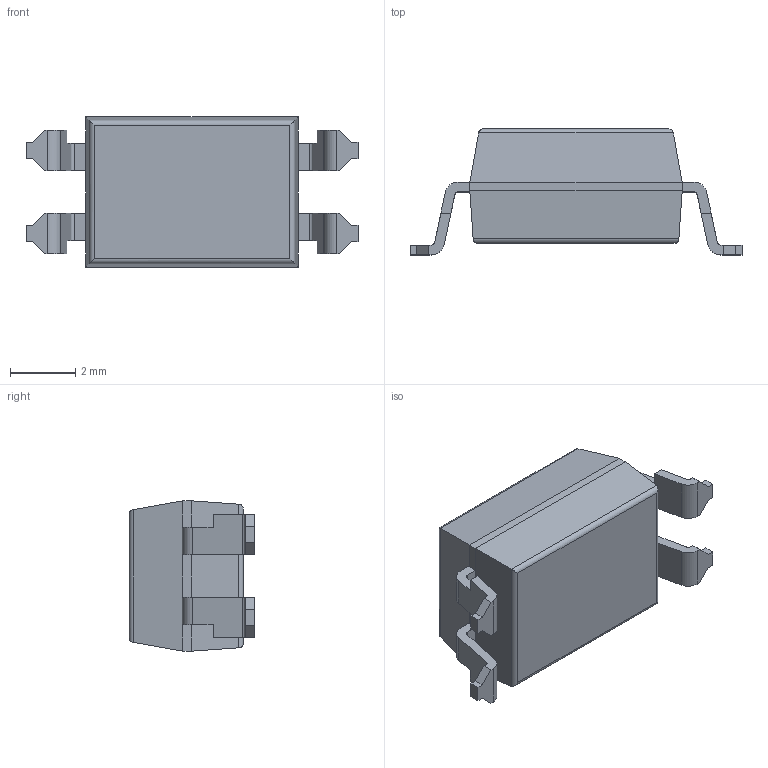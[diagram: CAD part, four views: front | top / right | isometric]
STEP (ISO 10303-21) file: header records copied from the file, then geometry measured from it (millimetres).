
FILE_DESCRIPTION (( 'STEP AP214' ), '1' );
FILE_NAME ('VOT8121AB-T.STEP', '2020-11-27T22:11:44', ( '' ), ( '' ), 'SwSTEP 2.0', 'SolidWorks 2017', '' );
FILE_SCHEMA (( 'AUTOMOTIVE_DESIGN' ));
Length unit declared in the file: millimetre
Products named in the file (1): VOT8121AB-T
Bounding box: 10.16 x 3.85 x 4.6 mm (x, y, z)
Volume: 101.3 mm3; surface area: 159.6 mm2
Topology: 1 solids, 1 shells, 105 faces, 290 edges, 188 vertices
Faces by surface type: plane 79, cylinder 26
Entity records: 3645 total; most frequent: CARTESIAN_POINT 608, ORIENTED_EDGE 580, DIRECTION 530, EDGE_CURVE 290, VECTOR 246, LINE 246, VERTEX_POINT 188, AXIS2_PLACEMENT_3D 142
